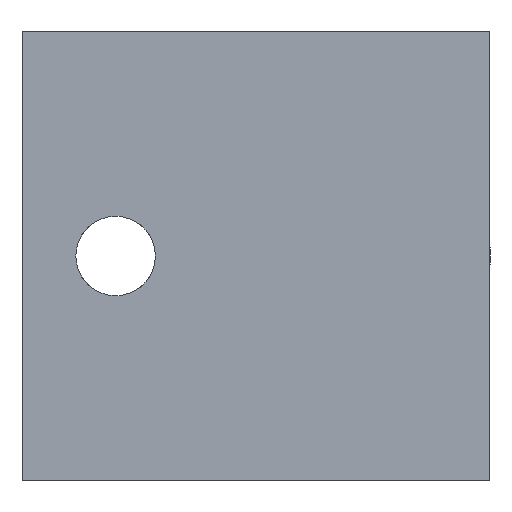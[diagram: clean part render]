
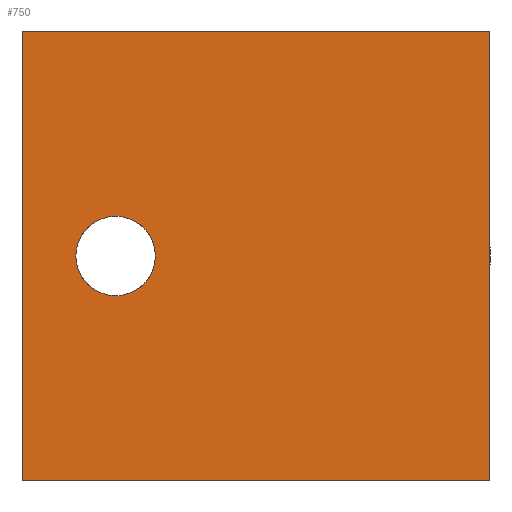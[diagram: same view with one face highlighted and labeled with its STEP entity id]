
A CAD part, front view. The second image highlights one B-rep face of the part: STEP entity #750.
In plain terms, the highlighted planar face has unit normal (0, -1, 0).
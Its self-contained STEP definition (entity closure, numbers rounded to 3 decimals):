
#38 = VERTEX_POINT ( 'NONE', #1194 ) ;
#58 = CARTESIAN_POINT ( 'NONE',  ( -50., 0., 24. ) ) ;
#92 = EDGE_CURVE ( 'NONE', #969, #38, #1227, .T. ) ;
#173 = DIRECTION ( 'NONE',  ( 0., 1., 0. ) ) ;
#194 = DIRECTION ( 'NONE',  ( 0., 0., -1. ) ) ;
#219 = VECTOR ( 'NONE', #194, 1000. ) ;
#254 = FACE_BOUND ( 'NONE', #1021, .T. ) ;
#274 = CARTESIAN_POINT ( 'NONE',  ( -50., 0., -24. ) ) ;
#339 = ORIENTED_EDGE ( 'NONE', *, *, #92, .T. ) ;
#377 = AXIS2_PLACEMENT_3D ( 'NONE', #1305, #779, #787 ) ;
#378 = ORIENTED_EDGE ( 'NONE', *, *, #1266, .F. ) ;
#415 = CARTESIAN_POINT ( 'NONE',  ( -50., 0., 24. ) ) ;
#431 = DIRECTION ( 'NONE',  ( 1., 0., 0. ) ) ;
#475 = CARTESIAN_POINT ( 'NONE',  ( -50., 0., 24. ) ) ;
#497 = EDGE_CURVE ( 'NONE', #813, #1006, #706, .T. ) ;
#503 = CARTESIAN_POINT ( 'NONE',  ( 0., 0., 24. ) ) ;
#506 = EDGE_CURVE ( 'NONE', #1006, #813, #1102, .T. ) ;
#524 = LINE ( 'NONE', #415, #1160 ) ;
#571 = CARTESIAN_POINT ( 'NONE',  ( -40., 0., 0. ) ) ;
#660 = AXIS2_PLACEMENT_3D ( 'NONE', #58, #173, #898 ) ;
#706 = CIRCLE ( 'NONE', #1347, 4.25 ) ;
#712 = ORIENTED_EDGE ( 'NONE', *, *, #970, .F. ) ;
#719 = EDGE_CURVE ( 'NONE', #861, #969, #1242, .T. ) ;
#750 = ADVANCED_FACE ( 'NONE', ( #254, #1095 ), #1306, .F. ) ;
#768 = DIRECTION ( 'NONE',  ( 0., 1., 0. ) ) ;
#779 = DIRECTION ( 'NONE',  ( 0., 1., 0. ) ) ;
#787 = DIRECTION ( 'NONE',  ( -1., 0., 0. ) ) ;
#813 = VERTEX_POINT ( 'NONE', #1103 ) ;
#820 = VERTEX_POINT ( 'NONE', #980 ) ;
#841 = LINE ( 'NONE', #503, #1092 ) ;
#861 = VERTEX_POINT ( 'NONE', #475 ) ;
#865 = VECTOR ( 'NONE', #1104, 1000. ) ;
#898 = DIRECTION ( 'NONE',  ( -1., 0., 0. ) ) ;
#910 = DIRECTION ( 'NONE',  ( -1., 0., 0. ) ) ;
#929 = DIRECTION ( 'NONE',  ( 0., 0., -1. ) ) ;
#969 = VERTEX_POINT ( 'NONE', #1047 ) ;
#970 = EDGE_CURVE ( 'NONE', #861, #820, #524, .T. ) ;
#980 = CARTESIAN_POINT ( 'NONE',  ( 0., 0., 24. ) ) ;
#1006 = VERTEX_POINT ( 'NONE', #1273 ) ;
#1021 = EDGE_LOOP ( 'NONE', ( #1090, #1348 ) ) ;
#1025 = ORIENTED_EDGE ( 'NONE', *, *, #719, .T. ) ;
#1047 = CARTESIAN_POINT ( 'NONE',  ( -50., 0., -24. ) ) ;
#1090 = ORIENTED_EDGE ( 'NONE', *, *, #497, .T. ) ;
#1092 = VECTOR ( 'NONE', #929, 1000. ) ;
#1095 = FACE_OUTER_BOUND ( 'NONE', #1223, .T. ) ;
#1102 = CIRCLE ( 'NONE', #377, 4.25 ) ;
#1103 = CARTESIAN_POINT ( 'NONE',  ( -44.25, 0., 0. ) ) ;
#1104 = DIRECTION ( 'NONE',  ( 1., 0., 0. ) ) ;
#1131 = CARTESIAN_POINT ( 'NONE',  ( -50., 0., 24. ) ) ;
#1160 = VECTOR ( 'NONE', #431, 1000. ) ;
#1194 = CARTESIAN_POINT ( 'NONE',  ( 0., 0., -24. ) ) ;
#1223 = EDGE_LOOP ( 'NONE', ( #339, #378, #712, #1025 ) ) ;
#1227 = LINE ( 'NONE', #274, #865 ) ;
#1242 = LINE ( 'NONE', #1131, #219 ) ;
#1266 = EDGE_CURVE ( 'NONE', #820, #38, #841, .T. ) ;
#1273 = CARTESIAN_POINT ( 'NONE',  ( -35.75, 0., 0. ) ) ;
#1305 = CARTESIAN_POINT ( 'NONE',  ( -40., 0., 0. ) ) ;
#1306 = PLANE ( 'NONE',  #660 ) ;
#1347 = AXIS2_PLACEMENT_3D ( 'NONE', #571, #768, #910 ) ;
#1348 = ORIENTED_EDGE ( 'NONE', *, *, #506, .T. ) ;
